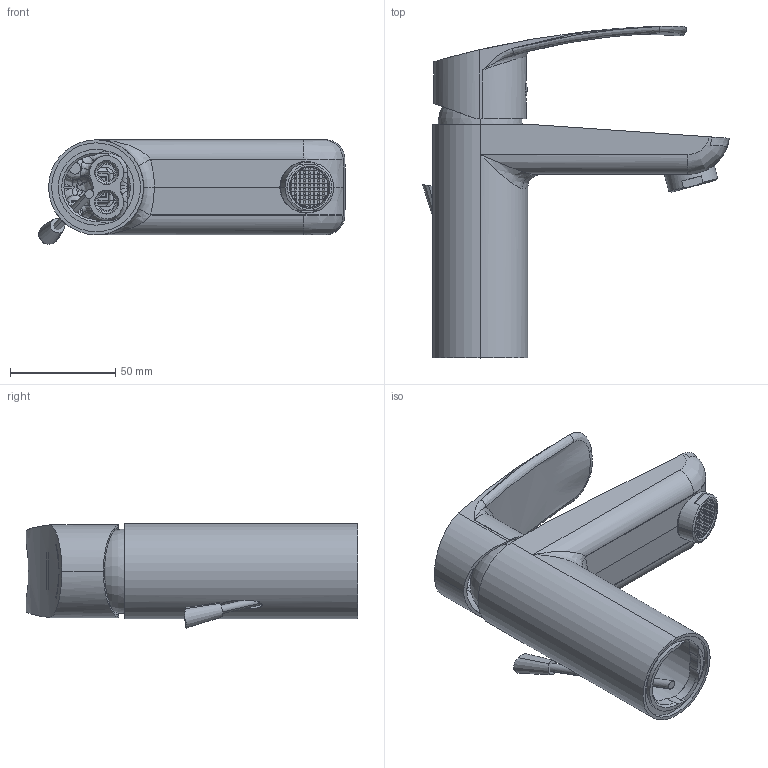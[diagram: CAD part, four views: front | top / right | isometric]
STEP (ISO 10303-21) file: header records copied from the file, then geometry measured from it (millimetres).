
FILE_DESCRIPTION (( 'STEP AP203' ), '1' );
FILE_NAME ('57AP07811_B.STEP', '2025-05-20T11:23:45', ( '' ), ( '' ), 'SwSTEP 2.0', 'SolidWorks 2021', '' );
FILE_SCHEMA (( 'CONFIG_CONTROL_DESIGN' ));
Products named in the file (1): 57AP07811_B
Bounding box: 145.67 x 157.57 x 49.59 mm (x, y, z)
Volume: 106332.9 mm3; surface area: 88613.9 mm2
Topology: 8 solids, 8 shells, 1365 faces, 3711 edges, 2398 vertices
Faces by surface type: plane 946, cylinder 187, bspline 170, cone 52, torus 8, sphere 2
Entity records: 61876 total; most frequent: CARTESIAN_POINT 28782, ORIENTED_EDGE 7382, DIRECTION 5925, EDGE_CURVE 3691, VECTOR 2653, LINE 2653, VERTEX_POINT 2397, AXIS2_PLACEMENT_3D 1636
